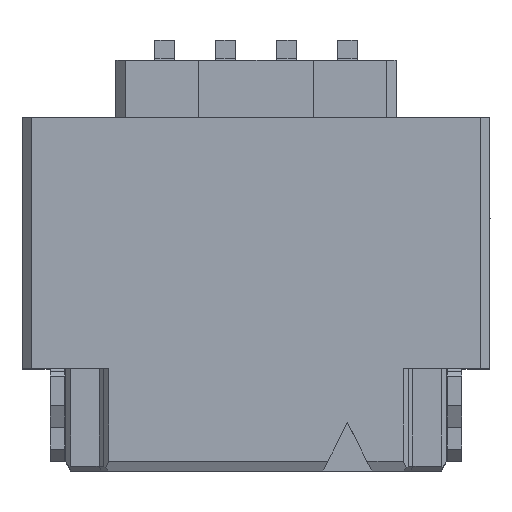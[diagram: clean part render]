
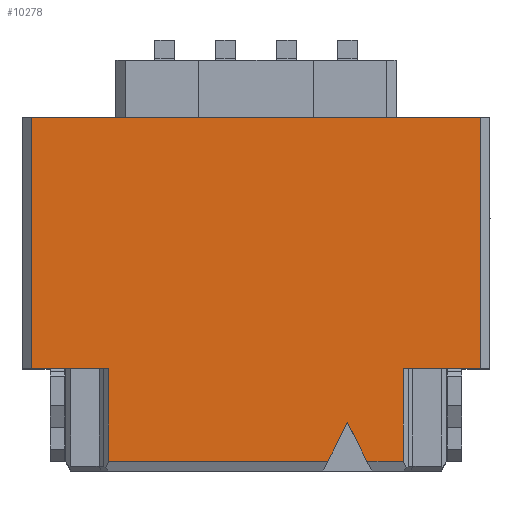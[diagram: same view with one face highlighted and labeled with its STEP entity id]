
A CAD part, top view. The second image highlights one B-rep face of the part: STEP entity #10278.
In plain terms, the highlighted planar face has unit normal (0, 0, 1).
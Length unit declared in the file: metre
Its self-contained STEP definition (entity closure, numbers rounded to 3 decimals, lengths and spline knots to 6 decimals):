
#2989=ORIENTED_EDGE('',*,*,#4538,.F.);
#2990=ORIENTED_EDGE('',*,*,#4527,.F.);
#2991=ORIENTED_EDGE('',*,*,#3105,.F.);
#2992=ORIENTED_EDGE('',*,*,#4541,.T.);
#2993=ORIENTED_EDGE('',*,*,#4423,.T.);
#2994=ORIENTED_EDGE('',*,*,#4419,.T.);
#2995=ORIENTED_EDGE('',*,*,#4399,.T.);
#2996=ORIENTED_EDGE('',*,*,#3253,.F.);
#2997=ORIENTED_EDGE('',*,*,#3251,.T.);
#2998=ORIENTED_EDGE('',*,*,#3247,.T.);
#2999=ORIENTED_EDGE('',*,*,#4540,.T.);
#3105=EDGE_CURVE('',#4572,#4570,#5526,.T.);
#3247=EDGE_CURVE('',#4667,#4668,#5660,.T.);
#3251=EDGE_CURVE('',#4669,#4667,#5664,.T.);
#3253=EDGE_CURVE('',#4669,#4671,#5666,.T.);
#4399=EDGE_CURVE('',#5425,#4671,#6729,.T.);
#4419=EDGE_CURVE('',#5435,#5425,#6749,.T.);
#4423=EDGE_CURVE('',#5438,#5435,#6753,.T.);
#4527=EDGE_CURVE('',#4570,#5500,#6857,.T.);
#4538=EDGE_CURVE('',#5500,#5506,#6868,.T.);
#4540=EDGE_CURVE('',#4668,#5506,#6870,.T.);
#4541=EDGE_CURVE('',#4572,#5438,#6871,.T.);
#4570=VERTEX_POINT('',#13508);
#4572=VERTEX_POINT('',#13512);
#4667=VERTEX_POINT('',#13801);
#4668=VERTEX_POINT('',#13802);
#4669=VERTEX_POINT('',#13807);
#4671=VERTEX_POINT('',#13813);
#5425=VERTEX_POINT('',#16115);
#5435=VERTEX_POINT('',#16154);
#5438=VERTEX_POINT('',#16162);
#5500=VERTEX_POINT('',#16369);
#5506=VERTEX_POINT('',#16391);
#5526=LINE('',#13513,#6901);
#5660=LINE('',#13800,#7035);
#5664=LINE('',#13808,#7039);
#5666=LINE('',#13812,#7041);
#6729=LINE('',#16114,#8104);
#6749=LINE('',#16153,#8124);
#6753=LINE('',#16161,#8128);
#6857=LINE('',#16368,#8232);
#6868=LINE('',#16390,#8243);
#6870=LINE('',#16394,#8245);
#6871=LINE('',#16396,#8246);
#6901=VECTOR('',#10920,1.);
#7035=VECTOR('',#11172,1.);
#7039=VECTOR('',#11178,1.);
#7041=VECTOR('',#11182,1.);
#8104=VECTOR('',#13191,1.);
#8124=VECTOR('',#13229,1.);
#8128=VECTOR('',#13235,1.);
#8232=VECTOR('',#13421,1.);
#8243=VECTOR('',#13442,1.);
#8245=VECTOR('',#13446,1.);
#8246=VECTOR('',#13449,1.);
#8779=EDGE_LOOP('',(#2989,#2990,#2991,#2992,#2993,#2994,#2995,#2996,#2997,
#2998,#2999));
#9298=FACE_BOUND('',#8779,.T.);
#9763=PLANE('',#10898);
#10278=ADVANCED_FACE('',(#9298),#9763,.F.);
#10898=AXIS2_PLACEMENT_3D('',#16395,#13447,#13448);
#10920=DIRECTION('',(0.,1.,0.));
#11172=DIRECTION('',(-0.447,0.894,0.));
#11178=DIRECTION('',(-0.447,-0.894,0.));
#11182=DIRECTION('',(1.,0.,0.));
#13191=DIRECTION('',(0.,1.,0.));
#13229=DIRECTION('',(-1.,0.,0.));
#13235=DIRECTION('',(0.,1.,0.));
#13421=DIRECTION('',(1.,0.,0.));
#13442=DIRECTION('',(0.,1.,0.));
#13446=DIRECTION('',(-1.,0.,0.));
#13447=DIRECTION('',(0.,0.,-1.));
#13448=DIRECTION('',(1.,0.,0.));
#13449=DIRECTION('',(1.,0.,0.));
#13508=CARTESIAN_POINT('',(0.10545,-0.0224,-0.49102));
#13512=CARTESIAN_POINT('',(0.10545,-0.02755,-0.49102));
#13513=CARTESIAN_POINT('',(0.10545,-0.02755,-0.49102));
#13800=CARTESIAN_POINT('',(0.108175,-0.0213,-0.49102));
#13801=CARTESIAN_POINT('',(0.108175,-0.0213,-0.49102));
#13802=CARTESIAN_POINT('',(0.107775,-0.0205,-0.49102));
#13807=CARTESIAN_POINT('',(0.108575,-0.0205,-0.49102));
#13808=CARTESIAN_POINT('',(0.108575,-0.0205,-0.49102));
#13812=CARTESIAN_POINT('',(0.108575,-0.0205,-0.49102));
#13813=CARTESIAN_POINT('',(0.11307,-0.0205,-0.49102));
#16114=CARTESIAN_POINT('',(0.11307,-0.0224,-0.49102));
#16115=CARTESIAN_POINT('',(0.11307,-0.0224,-0.49102));
#16153=CARTESIAN_POINT('',(0.11465,-0.0224,-0.49102));
#16154=CARTESIAN_POINT('',(0.11465,-0.0224,-0.49102));
#16161=CARTESIAN_POINT('',(0.11465,-0.02755,-0.49102));
#16162=CARTESIAN_POINT('',(0.11465,-0.02755,-0.49102));
#16368=CARTESIAN_POINT('',(0.10545,-0.0224,-0.49102));
#16369=CARTESIAN_POINT('',(0.10703,-0.0224,-0.49102));
#16390=CARTESIAN_POINT('',(0.10703,-0.0224,-0.49102));
#16391=CARTESIAN_POINT('',(0.10703,-0.0205,-0.49102));
#16394=CARTESIAN_POINT('',(0.107775,-0.0205,-0.49102));
#16395=CARTESIAN_POINT('',(0.11415,-0.02755,-0.49102));
#16396=CARTESIAN_POINT('',(0.10545,-0.02755,-0.49102));
